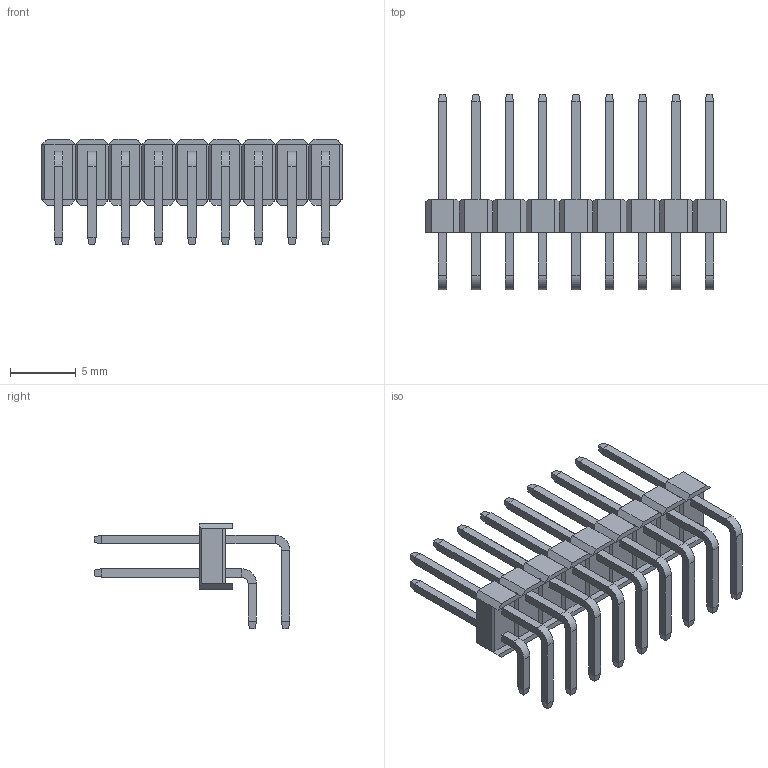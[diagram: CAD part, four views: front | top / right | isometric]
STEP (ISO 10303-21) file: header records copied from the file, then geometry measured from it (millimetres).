
FILE_DESCRIPTION (( 'STEP AP214' ), '1' );
FILE_NAME ('2x9 Male Pin Header Angle.STEP', '2018-11-16T18:38:36', ( 'M.B.I.' ), ( '' ), 'SwSTEP 2.0', '', '' );
FILE_SCHEMA (( 'AUTOMOTIVE_DESIGN' ));
Length unit declared in the file: millimetre
Products named in the file (1): 2x9 Male Pin Header Angle
Bounding box: 22.86 x 14.9 x 8 mm (x, y, z)
Volume: 347.2 mm3; surface area: 1333.2 mm2
Topology: 19 solids, 19 shells, 656 faces, 1544 edges, 926 vertices
Faces by surface type: plane 620, cylinder 36
Entity records: 18328 total; most frequent: CARTESIAN_POINT 3127, ORIENTED_EDGE 3088, DIRECTION 2930, EDGE_CURVE 1544, VECTOR 1472, LINE 1472, VERTEX_POINT 926, AXIS2_PLACEMENT_3D 729
